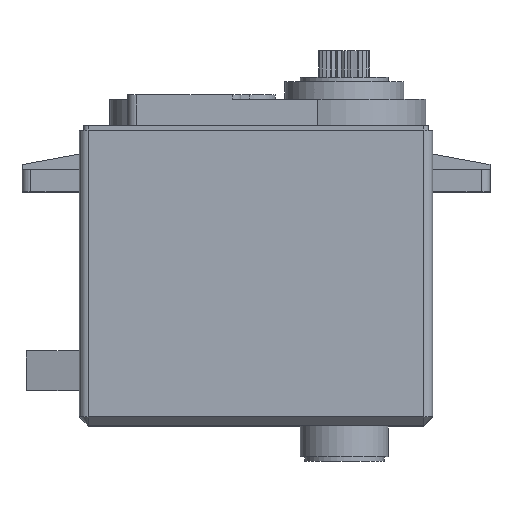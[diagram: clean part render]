
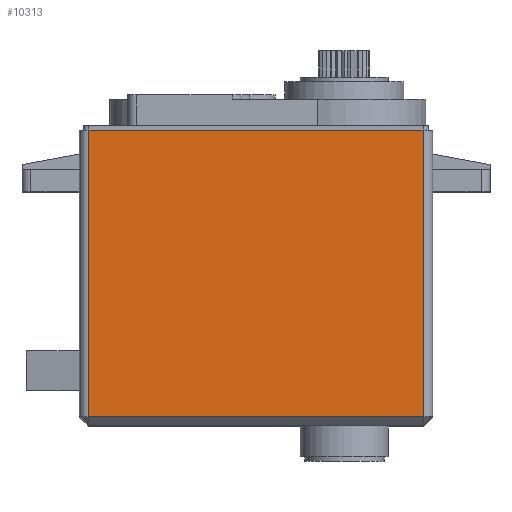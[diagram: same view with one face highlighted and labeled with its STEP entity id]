
A CAD part, top view. The second image highlights one B-rep face of the part: STEP entity #10313.
In plain terms, the highlighted planar face has unit normal (0, 0, 1).
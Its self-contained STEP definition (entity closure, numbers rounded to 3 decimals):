
#661=FACE_OUTER_BOUND('',#1232,.T.);
#1232=EDGE_LOOP('',(#6914,#6915,#6916,#6917));
#1840=LINE('',#13610,#3034);
#1853=LINE('',#13639,#3047);
#1868=LINE('',#13671,#3062);
#1882=LINE('',#13699,#3076);
#3034=VECTOR('',#11432,10.);
#3047=VECTOR('',#11455,10.);
#3062=VECTOR('',#11486,10.);
#3076=VECTOR('',#11512,10.);
#4226=VERTEX_POINT('',#13596);
#4232=VERTEX_POINT('',#13608);
#4243=VERTEX_POINT('',#13638);
#4252=VERTEX_POINT('',#13670);
#5272=EDGE_CURVE('',#4226,#4232,#1840,.T.);
#5286=EDGE_CURVE('',#4226,#4243,#1853,.T.);
#5303=EDGE_CURVE('',#4243,#4252,#1868,.T.);
#5318=EDGE_CURVE('',#4252,#4232,#1882,.T.);
#6914=ORIENTED_EDGE('',*,*,#5272,.T.);
#6915=ORIENTED_EDGE('',*,*,#5318,.F.);
#6916=ORIENTED_EDGE('',*,*,#5303,.F.);
#6917=ORIENTED_EDGE('',*,*,#5286,.F.);
#9912=PLANE('',#10919);
#10313=ADVANCED_FACE('',(#661),#9912,.T.);
#10919=AXIS2_PLACEMENT_3D('',#13700,#11513,#11514);
#11432=DIRECTION('',(-1.,0.,0.));
#11455=DIRECTION('',(0.,-1.,0.));
#11486=DIRECTION('',(-1.,0.,0.));
#11512=DIRECTION('',(0.,1.,0.));
#11513=DIRECTION('center_axis',(0.,0.,1.));
#11514=DIRECTION('ref_axis',(1.,0.,0.));
#13596=CARTESIAN_POINT('',(19.,7.,10.));
#13608=CARTESIAN_POINT('',(-19.,7.,10.));
#13610=CARTESIAN_POINT('',(0.,7.,10.));
#13638=CARTESIAN_POINT('',(19.,-25.5,10.));
#13639=CARTESIAN_POINT('',(19.,-17.25,10.));
#13670=CARTESIAN_POINT('',(-19.,-25.5,10.));
#13671=CARTESIAN_POINT('',(-10.,-25.5,10.));
#13699=CARTESIAN_POINT('',(-19.,1.25,10.));
#13700=CARTESIAN_POINT('Origin',(0.,-8.,10.));
